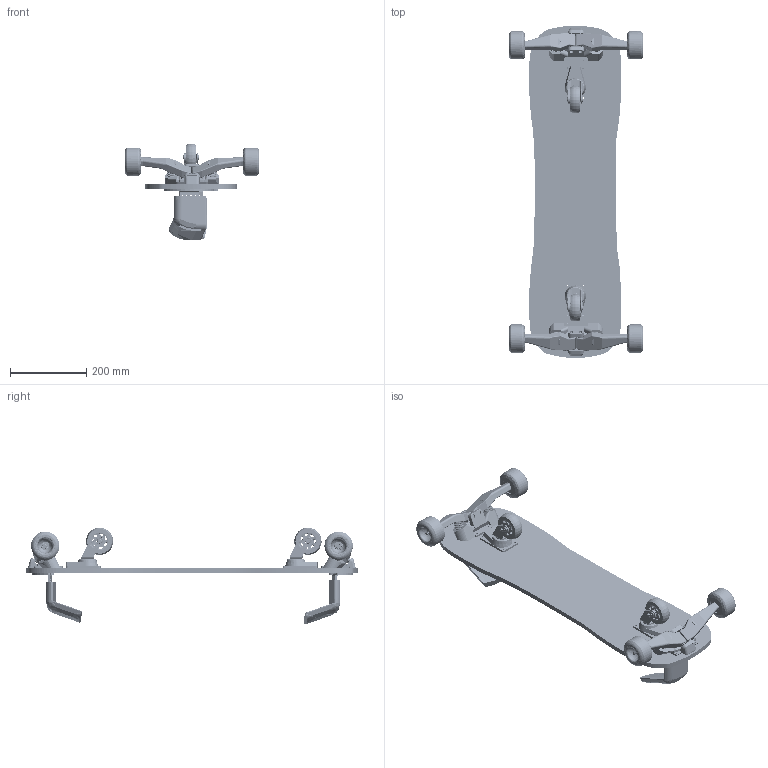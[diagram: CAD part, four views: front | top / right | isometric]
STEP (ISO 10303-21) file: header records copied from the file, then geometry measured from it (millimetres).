
FILE_DESCRIPTION (( 'STEP AP214' ), '1' );
FILE_NAME ('5-X Full Bord.STEP', '2023-03-17T11:44:10', ( '' ), ( '' ), 'SwSTEP 2.0', 'SolidWorks 2019', '' );
FILE_SCHEMA (( 'AUTOMOTIVE_DESIGN' ));
Length unit declared in the file: millimetre
Products named in the file (51): Boblock FRE-0005-REV04-FACEPLATE-FRE002; Spring with Cap asm; Freebord edge wheel castcade with bearings ASM; FB5 Castor 6203-2rs BALL BEARING_5972K44; Sorta S2 binding L; 5-X Truck Hanger_Right; FB5 deck; Spring cap; Urithane.step; 5xtv2; roller wheel core; Black Die Spring 25 mm Hole Diameter 51mm long_1804N177; FB5 Castor Frame; Freebord edge wheel castcade; 5-X Full Bord; FB5 Castor Load plate; FB5 Castor base; Freebord Boro 72mm; 5-X Truck Water-Resistant Sleeve Bearing_6362K208; Freebord 5 5X Castor full ASM; Freebord Sex Bolt M; 5-X Truck Kingpin; 5-X Truck Hanger Axle; 608 Bearing.step; FB5 Castor bolt .375-16 1in 90357A027_90357A027; 608 Bearing_1.step; 72mm boro thane; FB5 Castor bolt washer; FB5 Castor CAM SHUTTLE; E-Z blocks; 5-X truck ASM; Rim.step; Freebord 5 5X Castor full ASM_180; Freebord Sex Bolt F; Freebord-S2-Baseplate-v9; 608; FB5 Castor CAM; FB5 Castor pivot spacer disc; Sorta S2 binding R; 5-X Truck Hanger_Left
Assembly tree (107 placements, depth 6):
  Urithane.step
  5-X Full Bord
    FB5 deck
    Freebord 5 5X Castor full ASM
      FB5 Castor base
      FB5 Castor 6203-2rs BALL BEARING_5972K44
      FB5 Castor bolt .375-16 1in 90357A027_90357A027
      FB5 Castor bolt washer
      FB5 Castor CAM
      FB5 Castor CAM SHUTTLE
      FB5 Castor Frame
      FB5 Castor Load plate
      FB5 Castor pivot spacer disc
      Freebord Boro 72mm
        roller wheel core
          608 Bearing.step
            608
          608 Bearing_1.step
            608
          Rim.step
        72mm boro thane
      Freebord Sex Bolt F
      Freebord Sex Bolt M
    5-X truck ASM
      5xtv2
      5-X Truck Hanger_Left
      5-X Truck Hanger_Right
      5-X Truck Water-Resistant Sleeve Bearing_6362K208  x4
      5-X Truck Kingpin  x2
      E-Z blocks  x2
      Spring with Cap asm
        Spring cap  x2
        Black Die Spring 25 mm Hole Diameter 51mm long_1804N177
      Spring with Cap asm
        Spring cap  x2
        Black Die Spring 25 mm Hole Diameter 51mm long_1804N177
      5-X Truck Hanger Axle  x2
      Boblock FRE-0005-REV04-FACEPLATE-FRE002
    5-X truck ASM
      5xtv2
      5-X Truck Hanger_Left
      5-X Truck Hanger_Right
      5-X Truck Water-Resistant Sleeve Bearing_6362K208  x4
      5-X Truck Kingpin  x2
      E-Z blocks  x2
      Spring with Cap asm
        Spring cap  x2
        Black Die Spring 25 mm Hole Diameter 51mm long_1804N177
      Spring with Cap asm
        Spring cap  x2
        Black Die Spring 25 mm Hole Diameter 51mm long_1804N177
      5-X Truck Hanger Axle  x2
      Boblock FRE-0005-REV04-FACEPLATE-FRE002
    Freebord 5 5X Castor full ASM_180
      FB5 Castor base
      FB5 Castor 6203-2rs BALL BEARING_5972K44
      FB5 Castor bolt .375-16 1in 90357A027_90357A027
      FB5 Castor bolt washer
      FB5 Castor CAM
      FB5 Castor CAM SHUTTLE
Bounding box: 353.41 x 870 x 253.56 mm (x, y, z)
Volume: 4528744.8 mm3; surface area: 1029726.5 mm2
Topology: 277 solids, 277 shells, 3656 faces, 9516 edges, 6136 vertices
Faces by surface type: cylinder 1658, plane 922, sphere 336, bspline 314, cone 224, torus 202
Entity records: 82023 total; most frequent: CARTESIAN_POINT 40986, ORIENTED_EDGE 8258, DIRECTION 7891, EDGE_CURVE 4129, AXIS2_PLACEMENT_3D 3078, VERTEX_POINT 2682, EDGE_LOOP 1771, LINE 1735
